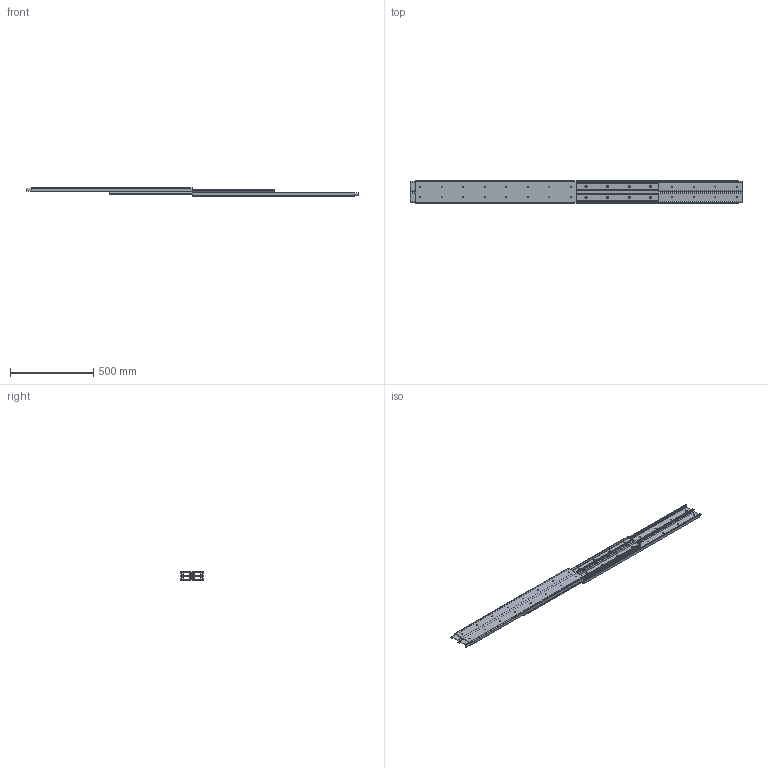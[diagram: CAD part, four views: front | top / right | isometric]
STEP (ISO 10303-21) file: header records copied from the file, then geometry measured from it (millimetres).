
FILE_DESCRIPTION (( 'STEP AP203' ), '1' );
FILE_NAME ('sone3D.STEP', '2016-05-09T09:18:56', ( '' ), ( '' ), 'SwSTEP 2.0', 'SolidWorks 2014', '' );
FILE_SCHEMA (( 'CONFIG_CONTROL_DESIGN' ));
Length unit declared in the file: millimetre
Products named in the file (6): KC-353-WW中間メンバー_; KC-353-WW僀儞僫乕儊儞僶乕_; KC-353-WW僉儍價僱僢僩儊儞僶乕1_; sone3D; KC-353-WW傾僂僞乕儊儞僶乕1_
Assembly tree (7 placements, depth 3):
  sone3D
    KC-353-WW傾僂僞乕儊儞僶乕1_
    KC-353-WW中間メンバー_  x2
      KC-353-WW中間メンバー_
    KC-353-WW僀儞僫乕儊儞僶乕_
    KC-353-WW僉儍價僱僢僩儊儞僶乕1_
Bounding box: 2000 x 136.6 x 52.8 mm (x, y, z)
Volume: 3249006.1 mm3; surface area: 1907165.1 mm2
Topology: 7 solids, 7 shells, 339 faces, 975 edges, 650 vertices
Faces by surface type: cylinder 232, plane 107
Entity records: 8699 total; most frequent: DIRECTION 1485, CARTESIAN_POINT 1357, ORIENTED_EDGE 1338, EDGE_CURVE 669, AXIS2_PLACEMENT_3D 574, VERTEX_POINT 446, EDGE_LOOP 343, VECTOR 337
